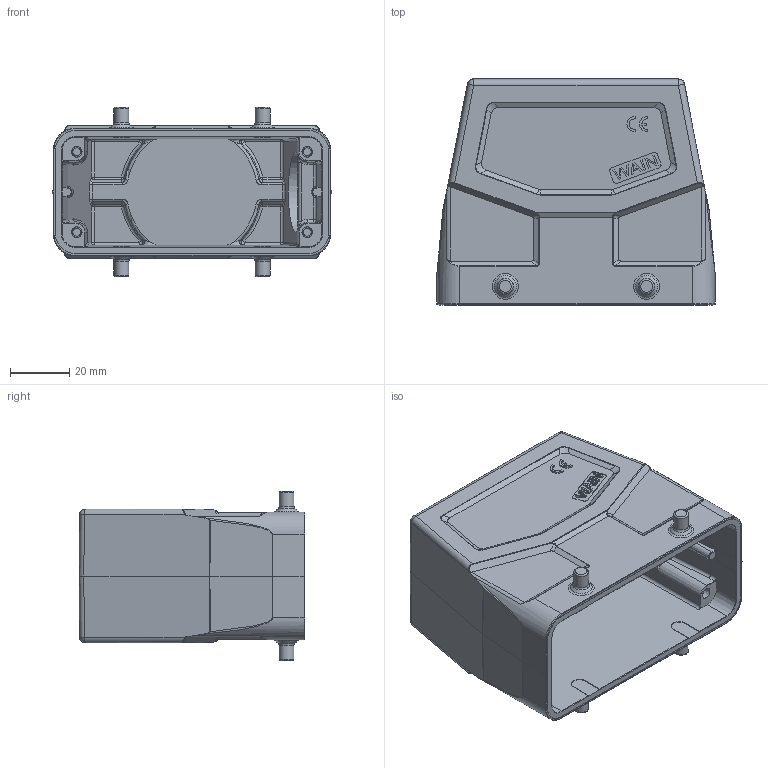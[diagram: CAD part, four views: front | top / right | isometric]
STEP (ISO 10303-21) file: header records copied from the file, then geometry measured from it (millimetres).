
FILE_DESCRIPTION(/* description */ (''),/* implementation_level */ '2;1');
FILE_NAME(/* name */ '21.stp',/* time_stamp */ '2023-12-06T19:20:35+08:00',/* author */ (''),/* organization */ (''),/* preprocessor_version */ 'ST-DEVELOPER v18.1',/* originating_system */ 'SIEMENS PLM Software NX 1980',/* authorisation */ '');
FILE_SCHEMA (('AP203_CONFIGURATION_CONTROLLED_3D_DESIGN_OF_MECHANICAL_PARTS_AND_ASSEMBLIES_MIM_LF { 1 0 10303 403 2 1 2}'));
Length unit declared in the file: millimetre
Products named in the file (1): 3D_1241165305001_WV16B-SEH-4B-M32_V1.0_stp
Bounding box: 93.5 x 76 x 57 mm (x, y, z)
Volume: 79772.2 mm3; surface area: 42540.1 mm2
Topology: 1 solids, 1 shells, 581 faces, 1444 edges, 872 vertices
Faces by surface type: plane 224, cylinder 195, bspline 58, torus 44, cone 30, sphere 28, extrusion 2
Full cylindrical faces by diameter (mm): 5 x4, 26.9 x1
Entity records: 18769 total; most frequent: CARTESIAN_POINT 5367, DIRECTION 2770, ORIENTED_EDGE 2768, EDGE_CURVE 1384, AXIS2_PLACEMENT_3D 1014, VERTEX_POINT 862, VECTOR 742, LINE 740
